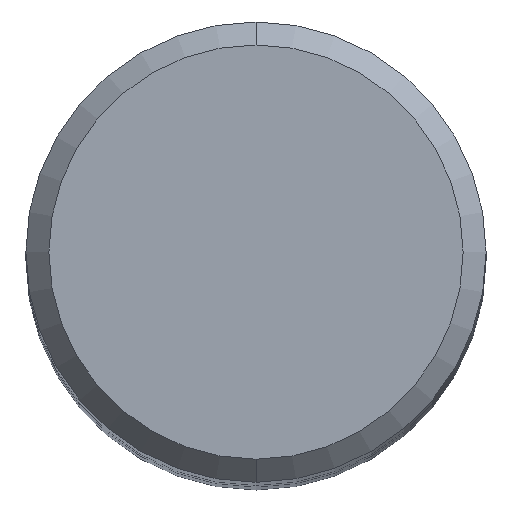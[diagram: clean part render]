
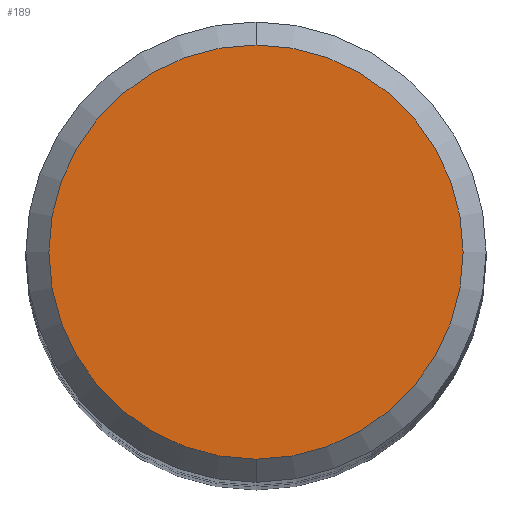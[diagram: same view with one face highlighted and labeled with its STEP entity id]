
A CAD part, top view. The second image highlights one B-rep face of the part: STEP entity #189.
In plain terms, the highlighted planar face has unit normal (0, 0, 1).
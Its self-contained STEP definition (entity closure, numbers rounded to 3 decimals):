
#189=ADVANCED_FACE('',(#481),#482,.T.);
#197=VERTEX_POINT('',#491);
#229=EDGE_CURVE('',#197,#365,#526,.T.);
#283=EDGE_CURVE('',#365,#197,#585,.T.);
#365=VERTEX_POINT('',#677);
#481=FACE_OUTER_BOUND('',#807,.T.);
#482=PLANE('',#808);
#491=CARTESIAN_POINT('',(0.0,5.4,0.0));
#526=CIRCLE('',#909,5.4);
#585=CIRCLE('',#1040,5.4);
#677=CARTESIAN_POINT('',(0.,-5.4,0.0));
#807=EDGE_LOOP('',(#1457,#1458));
#808=AXIS2_PLACEMENT_3D('',#1459,#1460,#1461);
#909=AXIS2_PLACEMENT_3D('',#1504,#1505,#1506);
#1040=AXIS2_PLACEMENT_3D('',#1572,#1573,#1574);
#1457=ORIENTED_EDGE('',*,*,#229,.F.);
#1458=ORIENTED_EDGE('',*,*,#283,.F.);
#1459=CARTESIAN_POINT('',(0.0,2.7,0.0));
#1460=DIRECTION('',(-0.0,0.0,1.0));
#1461=DIRECTION('',(0.0,-1.0,0.0));
#1504=CARTESIAN_POINT('',(0.0,0.0,0.0));
#1505=DIRECTION('',(0.0,0.0,-1.0));
#1506=DIRECTION('',(0.0,1.0,0.0));
#1572=CARTESIAN_POINT('',(0.0,0.0,0.0));
#1573=DIRECTION('',(0.0,0.0,-1.0));
#1574=DIRECTION('',(0.0,1.0,0.0));
